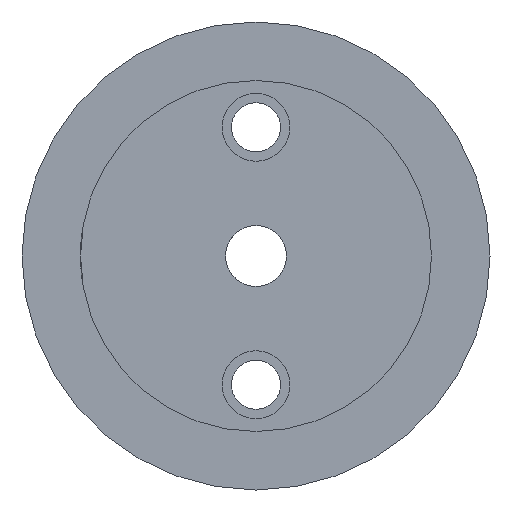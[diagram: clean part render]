
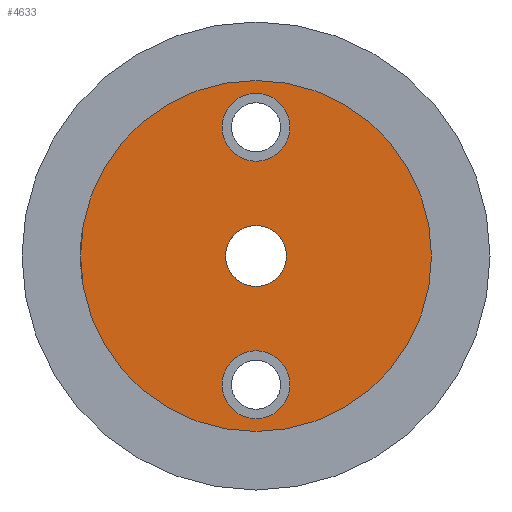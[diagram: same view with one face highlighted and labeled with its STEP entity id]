
A CAD part, front view. The second image highlights one B-rep face of the part: STEP entity #4633.
In plain terms, the highlighted planar face has unit normal (0, -1, 0).
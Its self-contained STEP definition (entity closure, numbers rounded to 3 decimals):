
#29=FACE_BOUND('',#317,.T.);
#30=FACE_BOUND('',#318,.T.);
#31=FACE_BOUND('',#319,.T.);
#38=PLANE('',#5411);
#52=FACE_OUTER_BOUND('',#316,.T.);
#316=EDGE_LOOP('',(#3392,#3393));
#317=EDGE_LOOP('',(#3394));
#318=EDGE_LOOP('',(#3395,#3396));
#319=EDGE_LOOP('',(#3397,#3398));
#1074=CIRCLE('',#4911,2.6);
#1564=CIRCLE('',#5409,15.);
#1565=CIRCLE('',#5410,15.);
#1566=CIRCLE('',#5412,2.9);
#1567=CIRCLE('',#5413,2.9);
#1568=CIRCLE('',#5414,2.9);
#1569=CIRCLE('',#5415,2.9);
#1583=VERTEX_POINT('',#7487);
#2076=VERTEX_POINT('',#8538);
#2077=VERTEX_POINT('',#8539);
#2078=VERTEX_POINT('',#8545);
#2079=VERTEX_POINT('',#8546);
#2080=VERTEX_POINT('',#8549);
#2081=VERTEX_POINT('',#8550);
#2098=EDGE_CURVE('',#1583,#1583,#1074,.T.);
#2595=EDGE_CURVE('',#2076,#2077,#1564,.T.);
#2596=EDGE_CURVE('',#2077,#2076,#1565,.T.);
#2599=EDGE_CURVE('',#2078,#2079,#1566,.T.);
#2600=EDGE_CURVE('',#2079,#2078,#1567,.T.);
#2601=EDGE_CURVE('',#2080,#2081,#1568,.T.);
#2602=EDGE_CURVE('',#2081,#2080,#1569,.T.);
#3392=ORIENTED_EDGE('',*,*,#2595,.T.);
#3393=ORIENTED_EDGE('',*,*,#2596,.T.);
#3394=ORIENTED_EDGE('',*,*,#2098,.T.);
#3395=ORIENTED_EDGE('',*,*,#2599,.T.);
#3396=ORIENTED_EDGE('',*,*,#2600,.T.);
#3397=ORIENTED_EDGE('',*,*,#2601,.T.);
#3398=ORIENTED_EDGE('',*,*,#2602,.T.);
#4633=ADVANCED_FACE('',(#52,#29,#30,#31),#38,.T.);
#4911=AXIS2_PLACEMENT_3D('',#7489,#5694,#5695);
#5409=AXIS2_PLACEMENT_3D('',#8540,#6693,#6694);
#5410=AXIS2_PLACEMENT_3D('',#8541,#6695,#6696);
#5411=AXIS2_PLACEMENT_3D('',#8544,#6699,#6700);
#5412=AXIS2_PLACEMENT_3D('',#8547,#6701,#6702);
#5413=AXIS2_PLACEMENT_3D('',#8548,#6703,#6704);
#5414=AXIS2_PLACEMENT_3D('',#8551,#6705,#6706);
#5415=AXIS2_PLACEMENT_3D('',#8552,#6707,#6708);
#5694=DIRECTION('center_axis',(0.,1.,0.));
#5695=DIRECTION('ref_axis',(1.,0.,0.));
#6693=DIRECTION('center_axis',(0.,-1.,0.));
#6694=DIRECTION('ref_axis',(1.,0.,0.));
#6695=DIRECTION('center_axis',(0.,-1.,0.));
#6696=DIRECTION('ref_axis',(1.,0.,0.));
#6699=DIRECTION('center_axis',(0.,-1.,0.));
#6700=DIRECTION('ref_axis',(0.,0.,-1.));
#6701=DIRECTION('center_axis',(0.,1.,0.));
#6702=DIRECTION('ref_axis',(-1.,0.,0.));
#6703=DIRECTION('center_axis',(0.,1.,0.));
#6704=DIRECTION('ref_axis',(-1.,0.,0.));
#6705=DIRECTION('center_axis',(0.,1.,0.));
#6706=DIRECTION('ref_axis',(-1.,0.,0.));
#6707=DIRECTION('center_axis',(0.,1.,0.));
#6708=DIRECTION('ref_axis',(-1.,0.,0.));
#7487=CARTESIAN_POINT('',(-2.6,-14.,0.));
#7489=CARTESIAN_POINT('Origin',(0.,-14.,0.));
#8538=CARTESIAN_POINT('',(15.,-14.,0.));
#8539=CARTESIAN_POINT('',(-15.,-14.,0.));
#8540=CARTESIAN_POINT('Origin',(0.,-14.,0.));
#8541=CARTESIAN_POINT('Origin',(0.,-14.,0.));
#8544=CARTESIAN_POINT('Origin',(0.,-14.,0.));
#8545=CARTESIAN_POINT('',(2.9,-14.,-11.));
#8546=CARTESIAN_POINT('',(-2.9,-14.,-11.));
#8547=CARTESIAN_POINT('Origin',(0.,-14.,-11.));
#8548=CARTESIAN_POINT('Origin',(0.,-14.,-11.));
#8549=CARTESIAN_POINT('',(2.9,-14.,11.));
#8550=CARTESIAN_POINT('',(-2.9,-14.,11.));
#8551=CARTESIAN_POINT('Origin',(0.,-14.,11.));
#8552=CARTESIAN_POINT('Origin',(0.,-14.,11.));
